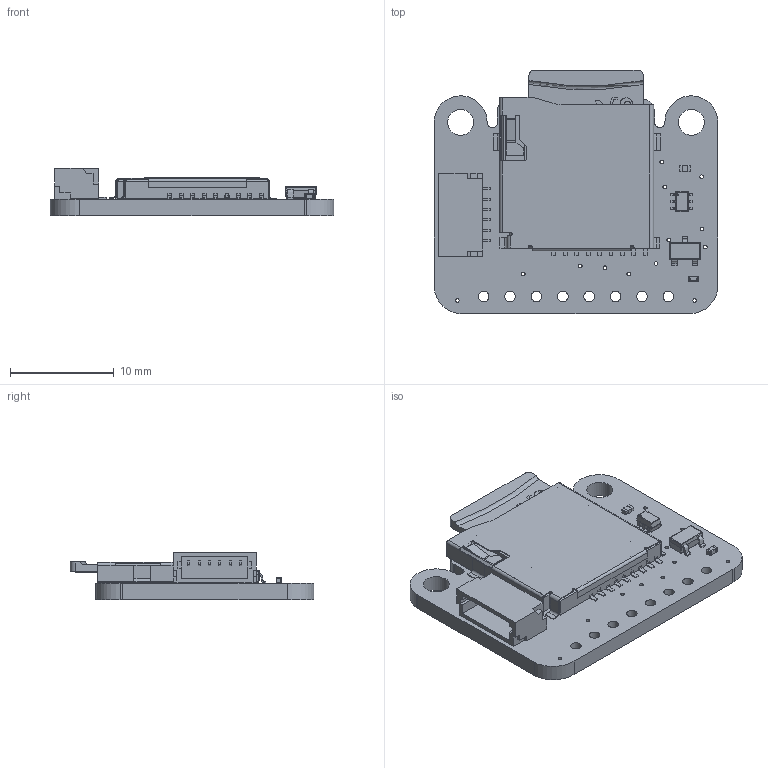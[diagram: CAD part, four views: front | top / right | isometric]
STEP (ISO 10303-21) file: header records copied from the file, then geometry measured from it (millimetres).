
FILE_DESCRIPTION(/* description */ (''),/* implementation_level */ '2;1');
FILE_NAME(/* name */ 'LaskaKit microSD Reader.step',/* time_stamp */ '2023-06-03T15:49:35+02:00',/* author */ (''),/* organization */ (''),/* preprocessor_version */ 'ST-DEVELOPER v19.2',/* originating_system */ 'Autodesk Translation Framework v12.6.0.85',/* authorisation */ '');
FILE_SCHEMA (('AUTOMOTIVE_DESIGN { 1 0 10303 214 3 1 1 }'));
Length unit declared in the file: millimetre
Products named in the file (32): LaskaKit microSD Reader; Board; Packages; C0402; Pin1; Pin2; CeramicBody; LASKAKIT_HEART_3MM; LASKKIT_10MM_SILKSCREEN; USUP_4MM_SILKSCREEN; SOT23; SOT65P210X110-6N; Body (1); PinsArrayLR; R0402; MICRO_SD; 36867633; Frame; MicroSD; Body; Pin1 (1); Pin2 (1); Pin3; Pin4; Pin5; Pin6; Pin7; Pin8; Pin9; SPI_4MM_SILKSCREEN; 1X06_1MM_RA; 2,5-PAD
Assembly tree (32 placements, depth 5):
  LaskaKit microSD Reader
    Board
    Packages
      C0402
        Pin1
        Pin2
        CeramicBody
      LASKAKIT_HEART_3MM
      LASKKIT_10MM_SILKSCREEN
      USUP_4MM_SILKSCREEN
      SOT23
      SOT65P210X110-6N
        Body (1)
        PinsArrayLR
      R0402
      MICRO_SD
        36867633
          Frame
          MicroSD
          Body
          Pin1 (1)
          Pin2 (1)
          Pin3
          Pin4
          Pin5
          Pin6
          Pin7
          Pin8
          Pin9
      SPI_4MM_SILKSCREEN
      1X06_1MM_RA
      2,5-PAD  x2
Bounding box: 27.3 x 23.43 x 4.53 mm (x, y, z)
Volume: 1284.8 mm3; surface area: 3018.9 mm2
Topology: 29 solids, 29 shells, 1149 faces, 2906 edges, 1855 vertices
Faces by surface type: plane 723, cylinder 243, bspline 155, sphere 24, cone 3, torus 1
Full cylindrical faces by diameter (mm): 0.156 x1, 0.233 x1, 0.35 x27, 0.411 x1, 0.8 x2, 1.016 x8, 2.5 x2
Entity records: 42029 total; most frequent: CARTESIAN_POINT 13343, ORIENTED_EDGE 5804, DIRECTION 5215, EDGE_CURVE 2902, LINE 2101, VECTOR 2101, VERTEX_POINT 1855, AXIS2_PLACEMENT_3D 1557
